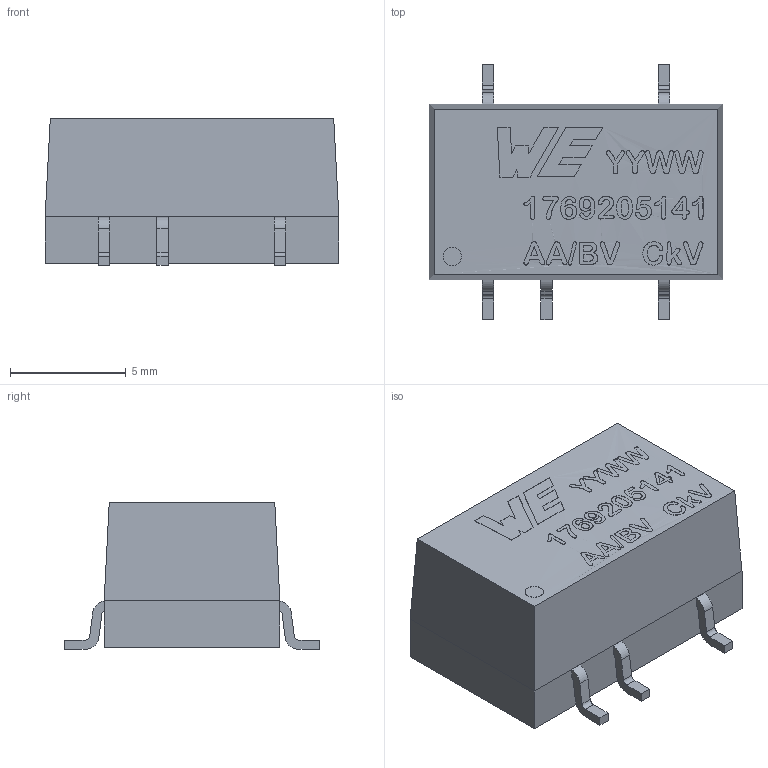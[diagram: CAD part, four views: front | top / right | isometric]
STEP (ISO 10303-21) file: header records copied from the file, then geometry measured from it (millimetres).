
FILE_DESCRIPTION(/* description */ ('Unknown'),/* implementation_level */ '2;1');
FILE_NAME(/* name */ 'U_Wurth_WPME-FISM_SMT-8_1769205x41',/* time_stamp */ '2025-01-13T09:35:33+08:00',/* author */ ('Unknown'),/* organization */ ('Unknown'),/* preprocessor_version */ 'ST-DEVELOPER v19.4',/* originating_system */ 'Solid Edge',/* authorisation */ 'Unknown');
FILE_SCHEMA (('AUTOMOTIVE_DESIGN {1 0 10303 214 3 1 1}'));
Length unit declared in the file: millimetre
Products named in the file (1): 1769205141
Bounding box: 12.7 x 11.05 x 6.35 mm (x, y, z)
Volume: 587.1 mm3; surface area: 461.8 mm2
Topology: 1 solids, 1 shells, 181 faces, 437 edges, 296 vertices
Faces by surface type: plane 130, bspline 27, cylinder 24
Full cylindrical faces by diameter (mm): 0.8 x1
Entity records: 8227 total; most frequent: CARTESIAN_POINT 3042, ORIENTED_EDGE 860, DIRECTION 628, EDGE_CURVE 430, VERTEX_POINT 296, LINE 234, VECTOR 234, EDGE_LOOP 226
